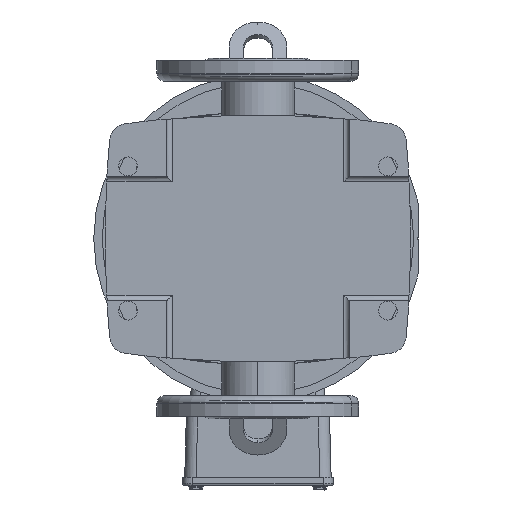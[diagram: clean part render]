
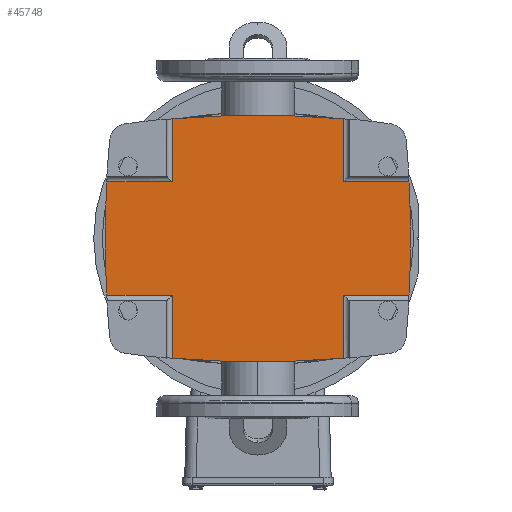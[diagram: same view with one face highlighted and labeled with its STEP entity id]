
A CAD part, front view. The second image highlights one B-rep face of the part: STEP entity #45748.
In plain terms, the highlighted planar face has unit normal (0, -1, 0).
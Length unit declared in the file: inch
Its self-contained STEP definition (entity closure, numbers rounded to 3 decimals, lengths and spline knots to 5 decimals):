
#163 = CIRCLE ( 'NONE', #22032, 26.47079 ) ;
#741 = CARTESIAN_POINT ( 'NONE',  ( -1.54265, 0.19685, -4.59646 ) ) ;
#2378 = CARTESIAN_POINT ( 'NONE',  ( 0., 0.19685, -23.10236 ) ) ;
#3289 = DIRECTION ( 'NONE',  ( 0., 0., 1. ) ) ;
#3936 = VECTOR ( 'NONE', #22128, 39.37008 ) ;
#4310 = AXIS2_PLACEMENT_3D ( 'NONE', #39776, #33068, #20792 ) ;
#4952 = DIRECTION ( 'NONE',  ( 0., 0., 1. ) ) ;
#5750 = EDGE_CURVE ( 'NONE', #72214, #70068, #43421, .T. ) ;
#6739 = CARTESIAN_POINT ( 'NONE',  ( -1.54265, 0.19685, 4.11924 ) ) ;
#6849 = CARTESIAN_POINT ( 'NONE',  ( -1.54265, 0.19685, -4.11924 ) ) ;
#6870 = ORIENTED_EDGE ( 'NONE', *, *, #17423, .T. ) ;
#7089 = EDGE_CURVE ( 'NONE', #28539, #82981, #55223, .T. ) ;
#7704 = EDGE_CURVE ( 'NONE', #60703, #55938, #13206, .T. ) ;
#9202 = CARTESIAN_POINT ( 'NONE',  ( -1.54265, 0.19685, -4.59646 ) ) ;
#9283 = VECTOR ( 'NONE', #4952, 39.37008 ) ;
#10049 = DIRECTION ( 'NONE',  ( 0., 0., 1. ) ) ;
#13030 = CARTESIAN_POINT ( 'NONE',  ( 1.54265, 0.19685, -2.33625 ) ) ;
#13092 = DIRECTION ( 'NONE',  ( 0., 0., 1. ) ) ;
#13206 = LINE ( 'NONE', #59932, #48246 ) ;
#13379 = DIRECTION ( 'NONE',  ( 0., 1., 0. ) ) ;
#13877 = EDGE_CURVE ( 'NONE', #64127, #63821, #79825, .T. ) ;
#14022 = LINE ( 'NONE', #74508, #27008 ) ;
#14069 = ORIENTED_EDGE ( 'NONE', *, *, #60941, .T. ) ;
#14222 = AXIS2_PLACEMENT_3D ( 'NONE', #44957, #13379, #13092 ) ;
#16274 = CARTESIAN_POINT ( 'NONE',  ( -23.10315, 0.19685, 0. ) ) ;
#16745 = VECTOR ( 'NONE', #37582, 39.37008 ) ;
#17423 = EDGE_CURVE ( 'NONE', #64127, #37834, #35299, .T. ) ;
#18737 = LINE ( 'NONE', #50136, #16745 ) ;
#20023 = CARTESIAN_POINT ( 'NONE',  ( 3.26434, 0.19685, 2.33625 ) ) ;
#20412 = EDGE_CURVE ( 'NONE', #37834, #72214, #22805, .T. ) ;
#20588 = CARTESIAN_POINT ( 'NONE',  ( 0., 0.19685, 4.16291 ) ) ;
#20792 = DIRECTION ( 'NONE',  ( 0., 0., 1. ) ) ;
#21974 = DIRECTION ( 'NONE',  ( 0., 1., 0. ) ) ;
#22032 = AXIS2_PLACEMENT_3D ( 'NONE', #56611, #68936, #82570 ) ;
#22128 = DIRECTION ( 'NONE',  ( 1., 0., 0. ) ) ;
#22805 = CIRCLE ( 'NONE', #46892, 27.26527 ) ;
#24278 = VERTEX_POINT ( 'NONE', #79900 ) ;
#26115 = VERTEX_POINT ( 'NONE', #74276 ) ;
#27008 = VECTOR ( 'NONE', #36212, 39.37008 ) ;
#28016 = CARTESIAN_POINT ( 'NONE',  ( -4.59646, 0.19685, 2.33625 ) ) ;
#28234 = EDGE_CURVE ( 'NONE', #28539, #60703, #18737, .T. ) ;
#28464 = ORIENTED_EDGE ( 'NONE', *, *, #58839, .F. ) ;
#28539 = VERTEX_POINT ( 'NONE', #39758 ) ;
#29946 = ORIENTED_EDGE ( 'NONE', *, *, #7704, .T. ) ;
#31652 = CARTESIAN_POINT ( 'NONE',  ( -4.59646, 0.19685, 2.33625 ) ) ;
#33068 = DIRECTION ( 'NONE',  ( 0., -1., 0. ) ) ;
#33215 = DIRECTION ( 'NONE',  ( 0., 0., 1. ) ) ;
#33712 = CARTESIAN_POINT ( 'NONE',  ( -1.54265, 0.19685, -4.59646 ) ) ;
#34102 = CARTESIAN_POINT ( 'NONE',  ( 0., 0.19685, -4.16291 ) ) ;
#34959 = DIRECTION ( 'NONE',  ( 0., 1., 0. ) ) ;
#35299 = LINE ( 'NONE', #43300, #9283 ) ;
#35623 = ORIENTED_EDGE ( 'NONE', *, *, #65317, .F. ) ;
#35902 = EDGE_CURVE ( 'NONE', #60468, #24278, #163, .T. ) ;
#36152 = CARTESIAN_POINT ( 'NONE',  ( 1.54265, 0.19685, 2.33625 ) ) ;
#36212 = DIRECTION ( 'NONE',  ( 1., 0., 0. ) ) ;
#36337 = ORIENTED_EDGE ( 'NONE', *, *, #70243, .F. ) ;
#37582 = DIRECTION ( 'NONE',  ( 0., 0., 1. ) ) ;
#37834 = VERTEX_POINT ( 'NONE', #43013 ) ;
#39758 = CARTESIAN_POINT ( 'NONE',  ( 1.54265, 0.19685, -4.11924 ) ) ;
#39776 = CARTESIAN_POINT ( 'NONE',  ( 0., 0.19685, -23.10236 ) ) ;
#39854 = DIRECTION ( 'NONE',  ( 0., 0., 1. ) ) ;
#40118 = CARTESIAN_POINT ( 'NONE',  ( -1.54265, 0.19685, 2.33625 ) ) ;
#40995 = ORIENTED_EDGE ( 'NONE', *, *, #5750, .T. ) ;
#43013 = CARTESIAN_POINT ( 'NONE',  ( 1.54265, 0.19685, 4.11924 ) ) ;
#43300 = CARTESIAN_POINT ( 'NONE',  ( 1.54265, 0.19685, -4.59646 ) ) ;
#43421 = CIRCLE ( 'NONE', #4310, 27.26527 ) ;
#44020 = CIRCLE ( 'NONE', #57895, 26.47079 ) ;
#44957 = CARTESIAN_POINT ( 'NONE',  ( 0., 0.19685, 23.10236 ) ) ;
#45748 = ADVANCED_FACE ( 'NONE', ( #73499 ), #47525, .F. ) ;
#46663 = CARTESIAN_POINT ( 'NONE',  ( -3.26434, 0.19685, 2.33625 ) ) ;
#46892 = AXIS2_PLACEMENT_3D ( 'NONE', #2378, #68115, #61975 ) ;
#46968 = CARTESIAN_POINT ( 'NONE',  ( 3.26434, 0.19685, -2.33625 ) ) ;
#47443 = VECTOR ( 'NONE', #39854, 39.37008 ) ;
#47525 = PLANE ( 'NONE',  #72509 ) ;
#48246 = VECTOR ( 'NONE', #60203, 39.37008 ) ;
#48877 = ORIENTED_EDGE ( 'NONE', *, *, #35902, .T. ) ;
#48934 = VECTOR ( 'NONE', #33215, 39.37008 ) ;
#48940 = DIRECTION ( 'NONE',  ( 0., 1., 0. ) ) ;
#50136 = CARTESIAN_POINT ( 'NONE',  ( 1.54265, 0.19685, -4.59646 ) ) ;
#53305 = EDGE_CURVE ( 'NONE', #60871, #70068, #54945, .T. ) ;
#53827 = DIRECTION ( 'NONE',  ( 0., 0., 1. ) ) ;
#54678 = AXIS2_PLACEMENT_3D ( 'NONE', #78417, #21974, #53827 ) ;
#54945 = LINE ( 'NONE', #741, #48934 ) ;
#55223 = CIRCLE ( 'NONE', #14222, 27.26527 ) ;
#55938 = VERTEX_POINT ( 'NONE', #46968 ) ;
#56611 = CARTESIAN_POINT ( 'NONE',  ( 23.10315, 0.19685, 0. ) ) ;
#57895 = AXIS2_PLACEMENT_3D ( 'NONE', #16274, #48940, #10049 ) ;
#58839 = EDGE_CURVE ( 'NONE', #63821, #55938, #44020, .T. ) ;
#59932 = CARTESIAN_POINT ( 'NONE',  ( -4.59646, 0.19685, -2.33625 ) ) ;
#59959 = EDGE_CURVE ( 'NONE', #82981, #66762, #81183, .T. ) ;
#60203 = DIRECTION ( 'NONE',  ( 1., 0., 0. ) ) ;
#60468 = VERTEX_POINT ( 'NONE', #46663 ) ;
#60703 = VERTEX_POINT ( 'NONE', #13030 ) ;
#60871 = VERTEX_POINT ( 'NONE', #40118 ) ;
#60941 = EDGE_CURVE ( 'NONE', #24278, #26115, #14022, .T. ) ;
#61975 = DIRECTION ( 'NONE',  ( 0., 0., 1. ) ) ;
#62848 = VECTOR ( 'NONE', #69417, 39.37008 ) ;
#63821 = VERTEX_POINT ( 'NONE', #20023 ) ;
#64127 = VERTEX_POINT ( 'NONE', #36152 ) ;
#64480 = LINE ( 'NONE', #33712, #47443 ) ;
#65317 = EDGE_CURVE ( 'NONE', #66762, #26115, #64480, .T. ) ;
#66762 = VERTEX_POINT ( 'NONE', #6849 ) ;
#66972 = LINE ( 'NONE', #28016, #3936 ) ;
#67260 = ORIENTED_EDGE ( 'NONE', *, *, #20412, .T. ) ;
#68115 = DIRECTION ( 'NONE',  ( 0., -1., 0. ) ) ;
#68936 = DIRECTION ( 'NONE',  ( 0., -1., 0. ) ) ;
#68974 = ORIENTED_EDGE ( 'NONE', *, *, #13877, .F. ) ;
#69417 = DIRECTION ( 'NONE',  ( 1., 0., 0. ) ) ;
#69669 = ORIENTED_EDGE ( 'NONE', *, *, #53305, .F. ) ;
#70068 = VERTEX_POINT ( 'NONE', #6739 ) ;
#70243 = EDGE_CURVE ( 'NONE', #60468, #60871, #66972, .T. ) ;
#72214 = VERTEX_POINT ( 'NONE', #20588 ) ;
#72509 = AXIS2_PLACEMENT_3D ( 'NONE', #9202, #34959, #3289 ) ;
#73499 = FACE_OUTER_BOUND ( 'NONE', #80931, .T. ) ;
#74276 = CARTESIAN_POINT ( 'NONE',  ( -1.54265, 0.19685, -2.33625 ) ) ;
#74508 = CARTESIAN_POINT ( 'NONE',  ( -4.59646, 0.19685, -2.33625 ) ) ;
#78417 = CARTESIAN_POINT ( 'NONE',  ( 0., 0.19685, 23.10236 ) ) ;
#79825 = LINE ( 'NONE', #31652, #62848 ) ;
#79900 = CARTESIAN_POINT ( 'NONE',  ( -3.26434, 0.19685, -2.33625 ) ) ;
#80920 = ORIENTED_EDGE ( 'NONE', *, *, #7089, .F. ) ;
#80931 = EDGE_LOOP ( 'NONE', ( #69669, #36337, #48877, #14069, #35623, #82789, #80920, #83019, #29946, #28464, #68974, #6870, #67260, #40995 ) ) ;
#81183 = CIRCLE ( 'NONE', #54678, 27.26527 ) ;
#82570 = DIRECTION ( 'NONE',  ( 0., 0., 1. ) ) ;
#82789 = ORIENTED_EDGE ( 'NONE', *, *, #59959, .F. ) ;
#82981 = VERTEX_POINT ( 'NONE', #34102 ) ;
#83019 = ORIENTED_EDGE ( 'NONE', *, *, #28234, .T. ) ;
